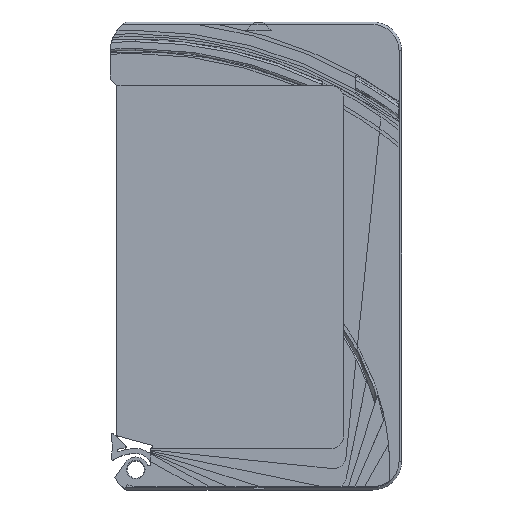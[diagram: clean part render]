
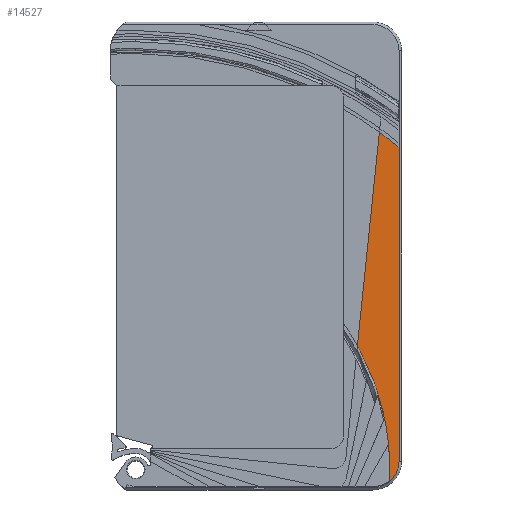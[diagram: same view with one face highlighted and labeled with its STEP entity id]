
A CAD part, top view. The second image highlights one B-rep face of the part: STEP entity #14527.
In plain terms, the highlighted planar face has unit normal (0, 0, 1).
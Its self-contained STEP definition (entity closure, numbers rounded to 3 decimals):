
#6472 = PLANE('',#6473);
#6473 = AXIS2_PLACEMENT_3D('',#6474,#6475,#6476);
#6474 = CARTESIAN_POINT('',(62.2,99.,1.));
#6475 = DIRECTION('',(-1.,0.,0.));
#6476 = DIRECTION('',(0.,0.,1.));
#7314 = CYLINDRICAL_SURFACE('',#7315,6.2);
#7315 = AXIS2_PLACEMENT_3D('',#7316,#7317,#7318);
#7316 = CARTESIAN_POINT('',(56.,2.,1.));
#7317 = DIRECTION('',(0.,0.,1.));
#7318 = DIRECTION('',(1.,0.,0.));
#9279 = PLANE('',#9280);
#9280 = AXIS2_PLACEMENT_3D('',#9281,#9282,#9283);
#9281 = CARTESIAN_POINT('',(24.58,47.293,1.6));
#9282 = DIRECTION('',(0.,0.,1.));
#9283 = DIRECTION('',(1.,0.,0.));
#11086 = VERTEX_POINT('',#11087);
#11087 = CARTESIAN_POINT('',(62.2,2.,1.6));
#11108 = EDGE_CURVE('',#11086,#11109,#11111,.T.);
#11109 = VERTEX_POINT('',#11110);
#11110 = CARTESIAN_POINT('',(62.2,76.161,1.6));
#11111 = SURFACE_CURVE('',#11112,(#11116,#11123),.PCURVE_S1.);
#11112 = LINE('',#11113,#11114);
#11113 = CARTESIAN_POINT('',(62.2,99.,1.6));
#11114 = VECTOR('',#11115,1.);
#11115 = DIRECTION('',(0.,1.,0.));
#11116 = PCURVE('',#6472,#11117);
#11117 = DEFINITIONAL_REPRESENTATION('',(#11118),#11122);
#11118 = LINE('',#11119,#11120);
#11119 = CARTESIAN_POINT('',(0.6,0.));
#11120 = VECTOR('',#11121,1.);
#11121 = DIRECTION('',(0.,1.));
#11122 = ( GEOMETRIC_REPRESENTATION_CONTEXT(2) 
PARAMETRIC_REPRESENTATION_CONTEXT() REPRESENTATION_CONTEXT('2D SPACE',''
  ) );
#11123 = PCURVE('',#11124,#11129);
#11124 = PLANE('',#11125);
#11125 = AXIS2_PLACEMENT_3D('',#11126,#11127,#11128);
#11126 = CARTESIAN_POINT('',(35.391,43.279,1.6));
#11127 = DIRECTION('',(0.,0.,1.));
#11128 = DIRECTION('',(1.,0.,0.));
#11129 = DEFINITIONAL_REPRESENTATION('',(#11130),#11134);
#11130 = LINE('',#11131,#11132);
#11131 = CARTESIAN_POINT('',(26.809,55.721));
#11132 = VECTOR('',#11133,1.);
#11133 = DIRECTION('',(0.,1.));
#11134 = ( GEOMETRIC_REPRESENTATION_CONTEXT(2) 
PARAMETRIC_REPRESENTATION_CONTEXT() REPRESENTATION_CONTEXT('2D SPACE',''
  ) );
#11152 = PLANE('',#11153);
#11153 = AXIS2_PLACEMENT_3D('',#11154,#11155,#11156);
#11154 = CARTESIAN_POINT('',(35.391,43.279,1.6));
#11155 = DIRECTION('',(0.,0.,1.));
#11156 = DIRECTION('',(1.,0.,0.));
#11707 = EDGE_CURVE('',#11708,#11086,#11710,.T.);
#11708 = VERTEX_POINT('',#11709);
#11709 = CARTESIAN_POINT('',(59.157,-3.336,1.6));
#11710 = SURFACE_CURVE('',#11711,(#11716,#11723),.PCURVE_S1.);
#11711 = CIRCLE('',#11712,6.2);
#11712 = AXIS2_PLACEMENT_3D('',#11713,#11714,#11715);
#11713 = CARTESIAN_POINT('',(56.,2.,1.6));
#11714 = DIRECTION('',(0.,-0.,1.));
#11715 = DIRECTION('',(1.,0.,0.));
#11716 = PCURVE('',#7314,#11717);
#11717 = DEFINITIONAL_REPRESENTATION('',(#11718),#11722);
#11718 = LINE('',#11719,#11720);
#11719 = CARTESIAN_POINT('',(0.,0.6));
#11720 = VECTOR('',#11721,1.);
#11721 = DIRECTION('',(1.,0.));
#11722 = ( GEOMETRIC_REPRESENTATION_CONTEXT(2) 
PARAMETRIC_REPRESENTATION_CONTEXT() REPRESENTATION_CONTEXT('2D SPACE',''
  ) );
#11723 = PCURVE('',#11124,#11724);
#11724 = DEFINITIONAL_REPRESENTATION('',(#11725),#11729);
#11725 = CIRCLE('',#11726,6.2);
#11726 = AXIS2_PLACEMENT_2D('',#11727,#11728);
#11727 = CARTESIAN_POINT('',(20.609,-41.279));
#11728 = DIRECTION('',(1.,0.));
#11729 = ( GEOMETRIC_REPRESENTATION_CONTEXT(2) 
PARAMETRIC_REPRESENTATION_CONTEXT() REPRESENTATION_CONTEXT('2D SPACE',''
  ) );
#11751 = CONICAL_SURFACE('',#11752,58.744,0.785);
#11752 = AXIS2_PLACEMENT_3D('',#11753,#11754,#11755);
#11753 = CARTESIAN_POINT('',(0.,0.,1.093));
#11754 = DIRECTION('',(0.,0.,1.));
#11755 = DIRECTION('',(1.,0.,0.));
#12247 = VERTEX_POINT('',#12248);
#12248 = CARTESIAN_POINT('',(52.367,29.286,1.6));
#12270 = EDGE_CURVE('',#12247,#12271,#12273,.T.);
#12271 = VERTEX_POINT('',#12272);
#12272 = CARTESIAN_POINT('',(57.551,79.732,1.6));
#12273 = SURFACE_CURVE('',#12274,(#12278,#12285),.PCURVE_S1.);
#12274 = LINE('',#12275,#12276);
#12275 = CARTESIAN_POINT('',(49.661,2.94,1.6));
#12276 = VECTOR('',#12277,1.);
#12277 = DIRECTION('',(0.102,0.995,0.));
#12278 = PCURVE('',#9279,#12279);
#12279 = DEFINITIONAL_REPRESENTATION('',(#12280),#12284);
#12280 = LINE('',#12281,#12282);
#12281 = CARTESIAN_POINT('',(25.081,-44.353));
#12282 = VECTOR('',#12283,1.);
#12283 = DIRECTION('',(0.102,0.995));
#12284 = ( GEOMETRIC_REPRESENTATION_CONTEXT(2) 
PARAMETRIC_REPRESENTATION_CONTEXT() REPRESENTATION_CONTEXT('2D SPACE',''
  ) );
#12285 = PCURVE('',#11124,#12286);
#12286 = DEFINITIONAL_REPRESENTATION('',(#12287),#12291);
#12287 = LINE('',#12288,#12289);
#12288 = CARTESIAN_POINT('',(14.27,-40.339));
#12289 = VECTOR('',#12290,1.);
#12290 = DIRECTION('',(0.102,0.995));
#12291 = ( GEOMETRIC_REPRESENTATION_CONTEXT(2) 
PARAMETRIC_REPRESENTATION_CONTEXT() REPRESENTATION_CONTEXT('2D SPACE',''
  ) );
#14527 = ADVANCED_FACE('',(#14528),#11124,.T.);
#14528 = FACE_BOUND('',#14529,.T.);
#14529 = EDGE_LOOP('',(#14530,#14554,#14555,#14556,#14578,#14579,#14608)
  );
#14530 = ORIENTED_EDGE('',*,*,#14531,.F.);
#14531 = EDGE_CURVE('',#11708,#14532,#14534,.T.);
#14532 = VERTEX_POINT('',#14533);
#14533 = CARTESIAN_POINT('',(59.17,-3.094,1.6));
#14534 = SURFACE_CURVE('',#14535,(#14540,#14547),.PCURVE_S1.);
#14535 = CIRCLE('',#14536,59.251);
#14536 = AXIS2_PLACEMENT_3D('',#14537,#14538,#14539);
#14537 = CARTESIAN_POINT('',(0.,0.,1.6));
#14538 = DIRECTION('',(0.,0.,1.));
#14539 = DIRECTION('',(1.,0.,0.));
#14540 = PCURVE('',#11124,#14541);
#14541 = DEFINITIONAL_REPRESENTATION('',(#14542),#14546);
#14542 = CIRCLE('',#14543,59.251);
#14543 = AXIS2_PLACEMENT_2D('',#14544,#14545);
#14544 = CARTESIAN_POINT('',(-35.391,-43.279));
#14545 = DIRECTION('',(1.,0.));
#14546 = ( GEOMETRIC_REPRESENTATION_CONTEXT(2) 
PARAMETRIC_REPRESENTATION_CONTEXT() REPRESENTATION_CONTEXT('2D SPACE',''
  ) );
#14547 = PCURVE('',#11751,#14548);
#14548 = DEFINITIONAL_REPRESENTATION('',(#14549),#14553);
#14549 = LINE('',#14550,#14551);
#14550 = CARTESIAN_POINT('',(0.,0.507));
#14551 = VECTOR('',#14552,1.);
#14552 = DIRECTION('',(1.,0.));
#14553 = ( GEOMETRIC_REPRESENTATION_CONTEXT(2) 
PARAMETRIC_REPRESENTATION_CONTEXT() REPRESENTATION_CONTEXT('2D SPACE',''
  ) );
#14554 = ORIENTED_EDGE('',*,*,#11707,.T.);
#14555 = ORIENTED_EDGE('',*,*,#11108,.T.);
#14556 = ORIENTED_EDGE('',*,*,#14557,.T.);
#14557 = EDGE_CURVE('',#11109,#12271,#14558,.T.);
#14558 = SURFACE_CURVE('',#14559,(#14564,#14571),.PCURVE_S1.);
#14559 = CIRCLE('',#14560,98.332);
#14560 = AXIS2_PLACEMENT_3D('',#14561,#14562,#14563);
#14561 = CARTESIAN_POINT('',(0.,0.,1.6)
  );
#14562 = DIRECTION('',(0.,0.,1.));
#14563 = DIRECTION('',(0.,1.,0.));
#14564 = PCURVE('',#11124,#14565);
#14565 = DEFINITIONAL_REPRESENTATION('',(#14566),#14570);
#14566 = CIRCLE('',#14567,98.332);
#14567 = AXIS2_PLACEMENT_2D('',#14568,#14569);
#14568 = CARTESIAN_POINT('',(-35.391,-43.279));
#14569 = DIRECTION('',(0.,1.));
#14570 = ( GEOMETRIC_REPRESENTATION_CONTEXT(2) 
PARAMETRIC_REPRESENTATION_CONTEXT() REPRESENTATION_CONTEXT('2D SPACE',''
  ) );
#14571 = PCURVE('',#11152,#14572);
#14572 = DEFINITIONAL_REPRESENTATION('',(#14573),#14577);
#14573 = CIRCLE('',#14574,98.332);
#14574 = AXIS2_PLACEMENT_2D('',#14575,#14576);
#14575 = CARTESIAN_POINT('',(-35.391,-43.279));
#14576 = DIRECTION('',(0.,1.));
#14577 = ( GEOMETRIC_REPRESENTATION_CONTEXT(2) 
PARAMETRIC_REPRESENTATION_CONTEXT() REPRESENTATION_CONTEXT('2D SPACE',''
  ) );
#14578 = ORIENTED_EDGE('',*,*,#12270,.F.);
#14579 = ORIENTED_EDGE('',*,*,#14580,.F.);
#14580 = EDGE_CURVE('',#14581,#12247,#14583,.T.);
#14581 = VERTEX_POINT('',#14582);
#14582 = CARTESIAN_POINT('',(59.947,-2.519,1.6));
#14583 = SURFACE_CURVE('',#14584,(#14589,#14596),.PCURVE_S1.);
#14584 = CIRCLE('',#14585,60.);
#14585 = AXIS2_PLACEMENT_3D('',#14586,#14587,#14588);
#14586 = CARTESIAN_POINT('',(0.,0.,1.6));
#14587 = DIRECTION('',(0.,0.,1.));
#14588 = DIRECTION('',(1.,0.,0.));
#14589 = PCURVE('',#11124,#14590);
#14590 = DEFINITIONAL_REPRESENTATION('',(#14591),#14595);
#14591 = CIRCLE('',#14592,60.);
#14592 = AXIS2_PLACEMENT_2D('',#14593,#14594);
#14593 = CARTESIAN_POINT('',(-35.391,-43.279));
#14594 = DIRECTION('',(1.,0.));
#14595 = ( GEOMETRIC_REPRESENTATION_CONTEXT(2) 
PARAMETRIC_REPRESENTATION_CONTEXT() REPRESENTATION_CONTEXT('2D SPACE',''
  ) );
#14596 = PCURVE('',#14597,#14602);
#14597 = CYLINDRICAL_SURFACE('',#14598,60.);
#14598 = AXIS2_PLACEMENT_3D('',#14599,#14600,#14601);
#14599 = CARTESIAN_POINT('',(0.,0.,6.4));
#14600 = DIRECTION('',(0.,0.,1.));
#14601 = DIRECTION('',(1.,0.,0.));
#14602 = DEFINITIONAL_REPRESENTATION('',(#14603),#14607);
#14603 = LINE('',#14604,#14605);
#14604 = CARTESIAN_POINT('',(0.,-4.8));
#14605 = VECTOR('',#14606,1.);
#14606 = DIRECTION('',(1.,0.));
#14607 = ( GEOMETRIC_REPRESENTATION_CONTEXT(2) 
PARAMETRIC_REPRESENTATION_CONTEXT() REPRESENTATION_CONTEXT('2D SPACE',''
  ) );
#14608 = ORIENTED_EDGE('',*,*,#14609,.F.);
#14609 = EDGE_CURVE('',#14532,#14581,#14610,.T.);
#14610 = SURFACE_CURVE('',#14611,(#14616,#14623),.PCURVE_S1.);
#14611 = CIRCLE('',#14612,6.);
#14612 = AXIS2_PLACEMENT_3D('',#14613,#14614,#14615);
#14613 = CARTESIAN_POINT('',(56.,2.,1.6));
#14614 = DIRECTION('',(0.,0.,1.));
#14615 = DIRECTION('',(1.,0.,0.));
#14616 = PCURVE('',#11124,#14617);
#14617 = DEFINITIONAL_REPRESENTATION('',(#14618),#14622);
#14618 = CIRCLE('',#14619,6.);
#14619 = AXIS2_PLACEMENT_2D('',#14620,#14621);
#14620 = CARTESIAN_POINT('',(20.609,-41.279));
#14621 = DIRECTION('',(1.,0.));
#14622 = ( GEOMETRIC_REPRESENTATION_CONTEXT(2) 
PARAMETRIC_REPRESENTATION_CONTEXT() REPRESENTATION_CONTEXT('2D SPACE',''
  ) );
#14623 = PCURVE('',#14624,#14629);
#14624 = CYLINDRICAL_SURFACE('',#14625,6.);
#14625 = AXIS2_PLACEMENT_3D('',#14626,#14627,#14628);
#14626 = CARTESIAN_POINT('',(56.,2.,6.4));
#14627 = DIRECTION('',(0.,0.,1.));
#14628 = DIRECTION('',(1.,0.,0.));
#14629 = DEFINITIONAL_REPRESENTATION('',(#14630),#14634);
#14630 = LINE('',#14631,#14632);
#14631 = CARTESIAN_POINT('',(0.,-4.8));
#14632 = VECTOR('',#14633,1.);
#14633 = DIRECTION('',(1.,0.));
#14634 = ( GEOMETRIC_REPRESENTATION_CONTEXT(2) 
PARAMETRIC_REPRESENTATION_CONTEXT() REPRESENTATION_CONTEXT('2D SPACE',''
  ) );
